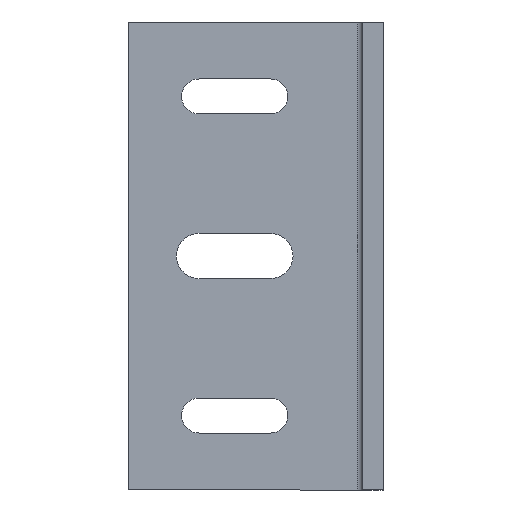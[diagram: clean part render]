
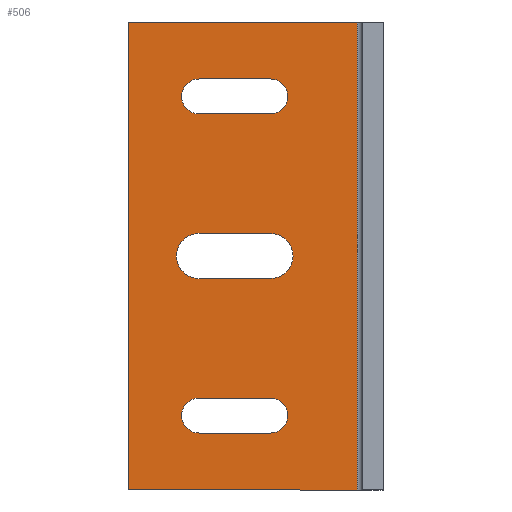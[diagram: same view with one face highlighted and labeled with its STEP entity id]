
A CAD part, left-side view. The second image highlights one B-rep face of the part: STEP entity #506.
In plain terms, the highlighted planar face has unit normal (-1, 0, 0).
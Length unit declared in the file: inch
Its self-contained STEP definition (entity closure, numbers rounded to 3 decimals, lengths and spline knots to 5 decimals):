
#71 = ORIENTED_EDGE ( 'NONE', *, *, #814, .F. ) ;
#74 = ORIENTED_EDGE ( 'NONE', *, *, #815, .F. ) ;
#76 = ORIENTED_EDGE ( 'NONE', *, *, #1238, .F. ) ;
#78 = ORIENTED_EDGE ( 'NONE', *, *, #816, .F. ) ;
#80 = ORIENTED_EDGE ( 'NONE', *, *, #1237, .F. ) ;
#82 = ORIENTED_EDGE ( 'NONE', *, *, #1236, .F. ) ;
#108 = VERTEX_POINT ( 'NONE', #1002 ) ;
#123 = VERTEX_POINT ( 'NONE', #962 ) ;
#130 = ORIENTED_EDGE ( 'NONE', *, *, #1240, .F. ) ;
#138 = ORIENTED_EDGE ( 'NONE', *, *, #589, .F. ) ;
#164 = ORIENTED_EDGE ( 'NONE', *, *, #810, .F. ) ;
#166 = ORIENTED_EDGE ( 'NONE', *, *, #817, .F. ) ;
#173 = ORIENTED_EDGE ( 'NONE', *, *, #1232, .T. ) ;
#187 = ORIENTED_EDGE ( 'NONE', *, *, #819, .F. ) ;
#209 = ORIENTED_EDGE ( 'NONE', *, *, #1241, .F. ) ;
#211 = ORIENTED_EDGE ( 'NONE', *, *, #820, .F. ) ;
#212 = ORIENTED_EDGE ( 'NONE', *, *, #821, .F. ) ;
#216 = EDGE_LOOP ( 'NONE', ( #71, #164, #74, #166 ) ) ;
#220 = EDGE_LOOP ( 'NONE', ( #76, #80, #138, #130 ) ) ;
#222 = EDGE_LOOP ( 'NONE', ( #212, #211, #187, #78 ) ) ;
#332 = CIRCLE ( 'NONE', #1289, 0.133 ) ;
#341 = LINE ( 'NONE', #614, #342 ) ;
#342 = VECTOR ( 'NONE', #613, 39.37008 ) ;
#343 = LINE ( 'NONE', #603, #346 ) ;
#344 = VECTOR ( 'NONE', #799, 39.37008 ) ;
#346 = VECTOR ( 'NONE', #602, 39.37008 ) ;
#347 = CIRCLE ( 'NONE', #1292, 0.103 ) ;
#349 = CIRCLE ( 'NONE', #444, 0.103 ) ;
#350 = LINE ( 'NONE', #601, #351 ) ;
#351 = VECTOR ( 'NONE', #600, 39.37008 ) ;
#355 = LINE ( 'NONE', #599, #344 ) ;
#356 = CIRCLE ( 'NONE', #445, 0.103 ) ;
#358 = CIRCLE ( 'NONE', #447, 0.103 ) ;
#370 = LINE ( 'NONE', #695, #377 ) ;
#377 = VECTOR ( 'NONE', #694, 39.37008 ) ;
#378 = VECTOR ( 'NONE', #684, 39.37008 ) ;
#382 = LINE ( 'NONE', #686, #378 ) ;
#386 = LINE ( 'NONE', #696, #392 ) ;
#390 = LINE ( 'NONE', #675, #391 ) ;
#391 = VECTOR ( 'NONE', #674, 39.37008 ) ;
#392 = VECTOR ( 'NONE', #671, 39.37008 ) ;
#394 = CIRCLE ( 'NONE', #457, 0.133 ) ;
#395 = LINE ( 'NONE', #666, #396 ) ;
#396 = VECTOR ( 'NONE', #665, 39.37008 ) ;
#397 = LINE ( 'NONE', #663, #398 ) ;
#398 = VECTOR ( 'NONE', #662, 39.37008 ) ;
#444 = AXIS2_PLACEMENT_3D ( 'NONE', #615, #605, #604 ) ;
#445 = AXIS2_PLACEMENT_3D ( 'NONE', #606, #804, #802 ) ;
#447 = AXIS2_PLACEMENT_3D ( 'NONE', #801, #795, #794 ) ;
#457 = AXIS2_PLACEMENT_3D ( 'NONE', #673, #670, #669 ) ;
#506 = ADVANCED_FACE ( 'NONE', ( #897, #895, #899, #901 ), #1109, .T. ) ;
#514 = EDGE_LOOP ( 'NONE', ( #82, #173, #834, #209 ) ) ;
#589 = EDGE_CURVE ( 'NONE', #1087, #1082, #332, .T. ) ;
#599 = CARTESIAN_POINT ( 'NONE',  ( -0.125, 1.0845, -1.0405 ) ) ;
#600 = DIRECTION ( 'NONE',  ( 0., 1., 0. ) ) ;
#601 = CARTESIAN_POINT ( 'NONE',  ( -0.125, 1.0845, 1.0405 ) ) ;
#602 = DIRECTION ( 'NONE',  ( 0., 1., 0. ) ) ;
#603 = CARTESIAN_POINT ( 'NONE',  ( -0.125, 1.0845, -0.8345 ) ) ;
#604 = DIRECTION ( 'NONE',  ( 0., 0., 1. ) ) ;
#605 = DIRECTION ( 'NONE',  ( -1., 0., 0. ) ) ;
#606 = CARTESIAN_POINT ( 'NONE',  ( -0.125, 1.0845, -0.9375 ) ) ;
#607 = DIRECTION ( 'NONE',  ( 0., 0., 1. ) ) ;
#608 = DIRECTION ( 'NONE',  ( -1., 0., 0. ) ) ;
#613 = DIRECTION ( 'NONE',  ( 0., -1., 0. ) ) ;
#614 = CARTESIAN_POINT ( 'NONE',  ( -0.125, 1.0845, 0.8345 ) ) ;
#615 = CARTESIAN_POINT ( 'NONE',  ( -0.125, 1.0845, 0.9375 ) ) ;
#618 = CARTESIAN_POINT ( 'NONE',  ( -0.125, 0.6655, 0.9375 ) ) ;
#662 = DIRECTION ( 'NONE',  ( 0., 1., 0. ) ) ;
#663 = CARTESIAN_POINT ( 'NONE',  ( -0.125, 0., -1.375 ) ) ;
#665 = DIRECTION ( 'NONE',  ( 0., 1., 0. ) ) ;
#666 = CARTESIAN_POINT ( 'NONE',  ( -0.125, 1.0845, 0.133 ) ) ;
#669 = DIRECTION ( 'NONE',  ( 0., 0., 1. ) ) ;
#670 = DIRECTION ( 'NONE',  ( -1., 0., 0. ) ) ;
#671 = DIRECTION ( 'NONE',  ( 0., -1., 0. ) ) ;
#673 = CARTESIAN_POINT ( 'NONE',  ( -0.125, 0.6655, 0. ) ) ;
#674 = DIRECTION ( 'NONE',  ( 0., 0., -1. ) ) ;
#675 = CARTESIAN_POINT ( 'NONE',  ( -0.125, 0.154, 1.375 ) ) ;
#684 = DIRECTION ( 'NONE',  ( 0., 0., -1. ) ) ;
#686 = CARTESIAN_POINT ( 'NONE',  ( -0.125, 1.5, 1.375 ) ) ;
#694 = DIRECTION ( 'NONE',  ( 0., 1., 0. ) ) ;
#695 = CARTESIAN_POINT ( 'NONE',  ( -0.125, 0., 1.375 ) ) ;
#696 = CARTESIAN_POINT ( 'NONE',  ( -0.125, 1.0845, -0.133 ) ) ;
#701 = DIRECTION ( 'NONE',  ( 0., 0., 1. ) ) ;
#705 = DIRECTION ( 'NONE',  ( -1., 0., 0. ) ) ;
#724 = CARTESIAN_POINT ( 'NONE',  ( -0.125, 1.5, 1.375 ) ) ;
#727 = CARTESIAN_POINT ( 'NONE',  ( -0.125, 1.5, -1.375 ) ) ;
#728 = CARTESIAN_POINT ( 'NONE',  ( -0.125, 0.154, 1.375 ) ) ;
#731 = CARTESIAN_POINT ( 'NONE',  ( -0.125, 0.6655, 0.133 ) ) ;
#733 = CARTESIAN_POINT ( 'NONE',  ( -0.125, 1.0845, 1.0405 ) ) ;
#737 = CARTESIAN_POINT ( 'NONE',  ( -0.125, 0.154, -1.375 ) ) ;
#739 = CARTESIAN_POINT ( 'NONE',  ( -0.125, 1.0845, 0.8345 ) ) ;
#741 = CARTESIAN_POINT ( 'NONE',  ( -0.125, 0.6655, 1.0405 ) ) ;
#742 = CARTESIAN_POINT ( 'NONE',  ( -0.125, 0.6655, 0.8345 ) ) ;
#745 = CARTESIAN_POINT ( 'NONE',  ( -0.125, 0.6655, -0.8345 ) ) ;
#746 = CARTESIAN_POINT ( 'NONE',  ( -0.125, 1.0845, -0.8345 ) ) ;
#748 = CARTESIAN_POINT ( 'NONE',  ( -0.125, 1.0845, 0. ) ) ;
#751 = CARTESIAN_POINT ( 'NONE',  ( -0.125, 1.0845, 0.133 ) ) ;
#753 = CARTESIAN_POINT ( 'NONE',  ( -0.125, 1.0845, -0.133 ) ) ;
#756 = CARTESIAN_POINT ( 'NONE',  ( -0.125, 1.0845, -1.0405 ) ) ;
#794 = DIRECTION ( 'NONE',  ( 0., 0., 1. ) ) ;
#795 = DIRECTION ( 'NONE',  ( -1., 0., 0. ) ) ;
#799 = DIRECTION ( 'NONE',  ( 0., -1., 0. ) ) ;
#801 = CARTESIAN_POINT ( 'NONE',  ( -0.125, 0.6655, -0.9375 ) ) ;
#802 = DIRECTION ( 'NONE',  ( 0., 0., 1. ) ) ;
#804 = DIRECTION ( 'NONE',  ( -1., 0., 0. ) ) ;
#810 = EDGE_CURVE ( 'NONE', #1116, #1110, #341, .T. ) ;
#814 = EDGE_CURVE ( 'NONE', #1110, #1113, #347, .T. ) ;
#815 = EDGE_CURVE ( 'NONE', #1201, #1116, #349, .T. ) ;
#816 = EDGE_CURVE ( 'NONE', #1099, #1098, #343, .T. ) ;
#817 = EDGE_CURVE ( 'NONE', #1113, #1201, #350, .T. ) ;
#819 = EDGE_CURVE ( 'NONE', #1098, #1066, #356, .T. ) ;
#820 = EDGE_CURVE ( 'NONE', #1066, #123, #355, .T. ) ;
#821 = EDGE_CURVE ( 'NONE', #123, #1099, #358, .T. ) ;
#834 = ORIENTED_EDGE ( 'NONE', *, *, #1234, .T. ) ;
#895 = FACE_OUTER_BOUND ( 'NONE', #514, .T. ) ;
#897 = FACE_BOUND ( 'NONE', #220, .T. ) ;
#899 = FACE_BOUND ( 'NONE', #222, .T. ) ;
#901 = FACE_BOUND ( 'NONE', #216, .T. ) ;
#962 = CARTESIAN_POINT ( 'NONE',  ( -0.125, 0.6655, -1.0405 ) ) ;
#1002 = CARTESIAN_POINT ( 'NONE',  ( -0.125, 0.6655, -0.133 ) ) ;
#1066 = VERTEX_POINT ( 'NONE', #756 ) ;
#1082 = VERTEX_POINT ( 'NONE', #753 ) ;
#1087 = VERTEX_POINT ( 'NONE', #751 ) ;
#1098 = VERTEX_POINT ( 'NONE', #746 ) ;
#1099 = VERTEX_POINT ( 'NONE', #745 ) ;
#1106 = DIRECTION ( 'NONE',  ( 0., 0., 1. ) ) ;
#1107 = DIRECTION ( 'NONE',  ( -1., 0., 0. ) ) ;
#1108 = CARTESIAN_POINT ( 'NONE',  ( -0.125, 0., 1.375 ) ) ;
#1109 = PLANE ( 'NONE',  #1276 ) ;
#1110 = VERTEX_POINT ( 'NONE', #742 ) ;
#1113 = VERTEX_POINT ( 'NONE', #741 ) ;
#1116 = VERTEX_POINT ( 'NONE', #739 ) ;
#1118 = VERTEX_POINT ( 'NONE', #737 ) ;
#1201 = VERTEX_POINT ( 'NONE', #733 ) ;
#1202 = VERTEX_POINT ( 'NONE', #731 ) ;
#1206 = VERTEX_POINT ( 'NONE', #728 ) ;
#1212 = VERTEX_POINT ( 'NONE', #727 ) ;
#1216 = VERTEX_POINT ( 'NONE', #724 ) ;
#1232 = EDGE_CURVE ( 'NONE', #1206, #1216, #370, .T. ) ;
#1234 = EDGE_CURVE ( 'NONE', #1216, #1212, #382, .T. ) ;
#1236 = EDGE_CURVE ( 'NONE', #1206, #1118, #390, .T. ) ;
#1237 = EDGE_CURVE ( 'NONE', #1082, #108, #386, .T. ) ;
#1238 = EDGE_CURVE ( 'NONE', #108, #1202, #394, .T. ) ;
#1240 = EDGE_CURVE ( 'NONE', #1202, #1087, #395, .T. ) ;
#1241 = EDGE_CURVE ( 'NONE', #1118, #1212, #397, .T. ) ;
#1276 = AXIS2_PLACEMENT_3D ( 'NONE', #1108, #1107, #1106 ) ;
#1289 = AXIS2_PLACEMENT_3D ( 'NONE', #748, #705, #701 ) ;
#1292 = AXIS2_PLACEMENT_3D ( 'NONE', #618, #608, #607 ) ;
